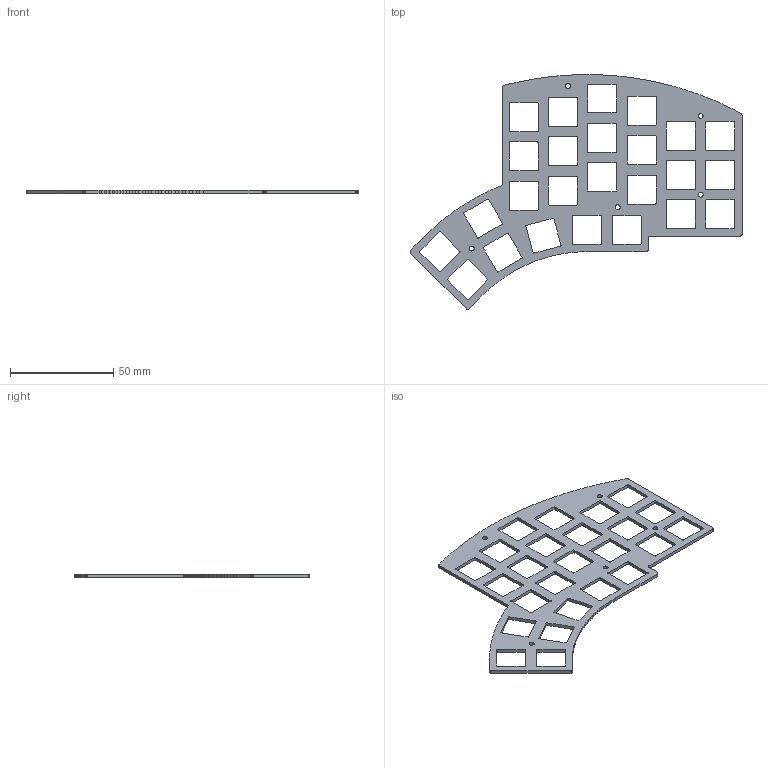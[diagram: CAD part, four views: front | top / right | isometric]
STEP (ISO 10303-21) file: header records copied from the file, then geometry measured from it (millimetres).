
FILE_DESCRIPTION(('KiCad electronic assembly'),'2;1');
FILE_NAME('kicad_top_plate.step','2024-01-05T19:56:18',('Pcbnew'),( 'Kicad'),'Open CASCADE STEP processor 7.7','KiCad to STEP converter' ,'Unknown');
FILE_SCHEMA(('AUTOMOTIVE_DESIGN { 1 0 10303 214 1 1 1 1 }'));
Length unit declared in the file: millimetre
Products named in the file (2): kicad_top_plate 1; _autosave-kicad_top_plate PCB
Assembly tree (1 placements, depth 2):
  kicad_top_plate 1
    _autosave-kicad_top_plate PCB
Bounding box: 160.8 x 113.68 x 1.6 mm (x, y, z)
Volume: 9452.7 mm3; surface area: 14846.1 mm2
Topology: 1 solids, 1 shells, 675 faces, 2019 edges, 1346 vertices
Faces by surface type: plane 670, cylinder 5
Full cylindrical faces by diameter (mm): 2.4 x5
Entity records: 48689 total; most frequent: CARTESIAN_POINT 8140, DIRECTION 7411, LINE 6037, VECTOR 6037, ORIENTED_EDGE 4038, PCURVE 4038, DEFINITIONAL_REPRESENTATION 4038, EDGE_CURVE 2019
